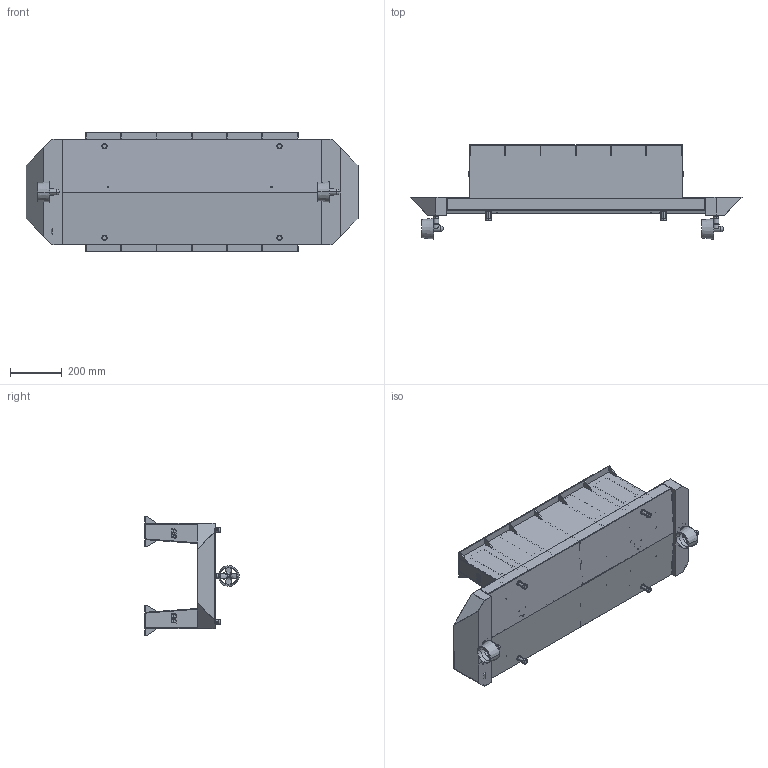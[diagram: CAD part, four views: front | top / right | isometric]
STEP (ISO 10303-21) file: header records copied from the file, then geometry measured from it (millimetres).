
FILE_DESCRIPTION(('OneSpaceDesigner STEP Export'),'2;1');
FILE_NAME('Aptilla Drydock.stp','2014-07-11T 9:28:03',(''),(''),'OneSpace Designer STEP processor for AP214 (Solid Model)','OneSpace Designer 14.50 18-Oct-2006 (C) CoCreate Software GmbH','');
FILE_SCHEMA(('AUTOMOTIVE_DESIGN { 1 0 10303 214 1 1 1 1 }'));
Length unit declared in the file: millimetre
Products named in the file (80): Aandrijfas; Servo; S_tandwiel; MontageHuis; Schroef; Tunnel; ASM_Tunnel; Schottel_2335; Disc_01.2; Timing_Belt.1; Maxon_DC_motor; Romp_Hek; ASM_02_Boeg; Accu_01.3; ASM_05_Accus; BB_B.1; BB_B.2; SB_B; SB_S; ASM_BB_SB.1; E_buis.1; ASM_04_Elektra; Glasmat.4; ASM_Glasmat; Plt_Zij_onder.SB; Kopplaat.2; Plt_Onderkant.SB; Plt_Bovenkantdek; Plt_Onderkant.BB; Plt_Zij_onder.BB; Basis; Schoor_SB.2.1.3; Plt_Toren_SB.1; Plt_Toren_binnen.SB; Plt_Toren_BB.1; Plt_Toren_buiten.BB; Plt_Toren_binnen.BB; Plt_Toren_BB.2; Plt_Toren_buiten.SB; Plt_Toren_SB.2 ...
Assembly tree (141 placements, depth 5):
  Drijvend_Droogdok
    ASM_BB_SB.2
      SB_S
      SB_B
      BB_B.2
      BB_B.1
    ASM_03_Hek
      Romp_Hek
      Timing_Belt.1
      Disc_01.2  x2
      Schottel_2335.1
        ASM_Tunnel
          Tunnel
          Schroef
        MontageHuis
        S_tandwiel
        Servo
        Aandrijfas
      Maxon_DC_motor
    ASM_06_Pompen
      Kavan_Pomp.3  x4
        Geleider_01.2
        Schuif
        Contact
        Pompsteun
        Pomphuis
        Contact.1
        Geleider_01.1
    ASM_07_Filters
      Filter_02.3  x4
        Gaas
        Rand
        Huis
      Filter_01.3  x4
    ASM_01_Romp
      Schotten
        Schot_01.4  x4
        Schot_BB.2  x4
        Schot_langs.1  x2
        Schot_midden
        Schot_SBN.3  x4
      Torens
        Schoor_BB.1.4  x14
        Schoor_SB.2.1.3  x14
        Plt_Toren_top.SB  x2
        Plt_Toren_SB.2
        Plt_Toren_buiten.SB
        Plt_Toren_BB.2
        Plt_Toren_binnen.BB
        Plt_Toren_buiten.BB
        Plt_Toren_BB.1
        Plt_Toren_binnen.SB
        Plt_Toren_SB.1
      Basis
        Plt_Zij_onder.BB
        Plt_Onderkant.BB
        Plt_Bovenkantdek
        Plt_Onderkant.SB
        Kopplaat.2  x2
        Plt_Zij_onder.SB
Bounding box: 1280 x 363.88 x 460.02 mm (x, y, z)
Volume: 11134256.6 mm3; surface area: 6880030.5 mm2
Topology: 146 solids, 154 shells, 2989 faces, 7229 edges, 4640 vertices
Faces by surface type: plane 1829, cylinder 890, torus 106, cone 84, sphere 64, bspline 16
Entity records: 52630 total; most frequent: CARTESIAN_POINT 15642, ORIENTED_EDGE 7454, DIRECTION 6388, EDGE_CURVE 3727, VECTOR 2654, LINE 2654, VERTEX_POINT 2426, AXIS2_PLACEMENT_3D 1867
